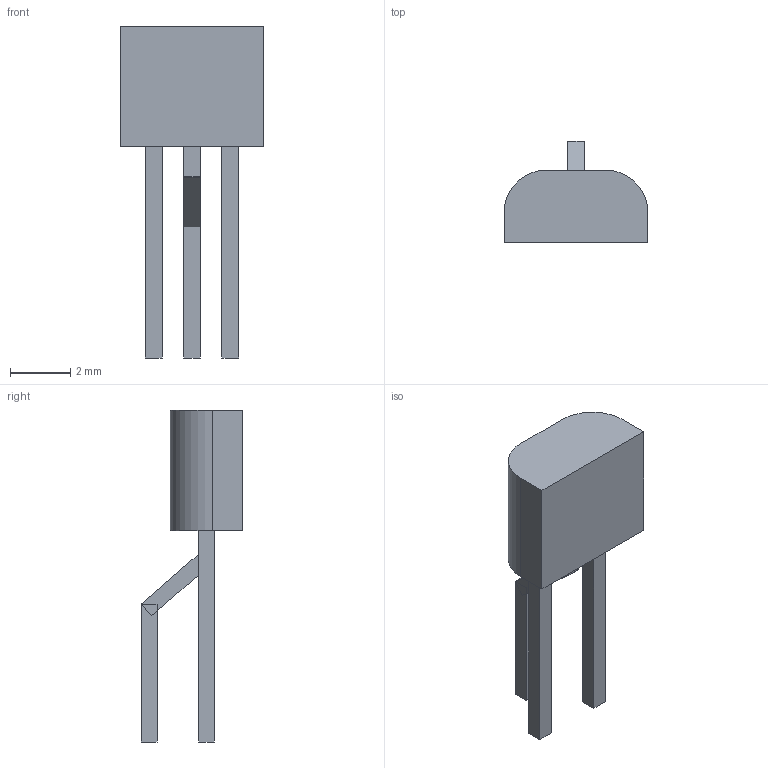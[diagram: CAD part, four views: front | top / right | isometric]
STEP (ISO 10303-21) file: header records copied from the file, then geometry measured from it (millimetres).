
FILE_DESCRIPTION (( 'STEP AP214' ), '1' );
FILE_NAME ('User Library-TO-92_(E-Line).STEP', '2014-07-16T20:27:59', ( 'Windows User' ), ( '' ), 'SwSTEP 2.0', 'SolidWorks 2014', '' );
FILE_SCHEMA (( 'AUTOMOTIVE_DESIGN' ));
Length unit declared in the file: millimetre
Products named in the file (7): User Library-TO-92_(E-Line); User Library-TO-92_(E-Line)_Fillet; User Library-TO-92_(E-Line)_Box003; User Library-TO-92_(E-Line)_Box005; User Library-TO-92_(E-Line)_Box004; User Library-TO-92_(E-Line)_Box001; User Library-TO-92_(E-Line)_Box002
Assembly tree (6 placements, depth 2):
  User Library-TO-92_(E-Line)
    User Library-TO-92_(E-Line)_Box001
    User Library-TO-92_(E-Line)_Box002
    User Library-TO-92_(E-Line)_Box003
    User Library-TO-92_(E-Line)_Box004
    User Library-TO-92_(E-Line)_Box005
    User Library-TO-92_(E-Line)_Fillet
Bounding box: 4.76 x 3.36 x 11 mm (x, y, z)
Volume: 48.8 mm3; surface area: 124.8 mm2
Topology: 6 solids, 6 shells, 38 faces, 78 edges, 52 vertices
Faces by surface type: plane 36, cylinder 2
Entity records: 1690 total; most frequent: CARTESIAN_POINT 177, DIRECTION 176, ORIENTED_EDGE 156, EDGE_CURVE 78, VECTOR 74, LINE 74, UNCERTAINTY_MEASURE_WITH_UNIT 57, VERTEX_POINT 52
